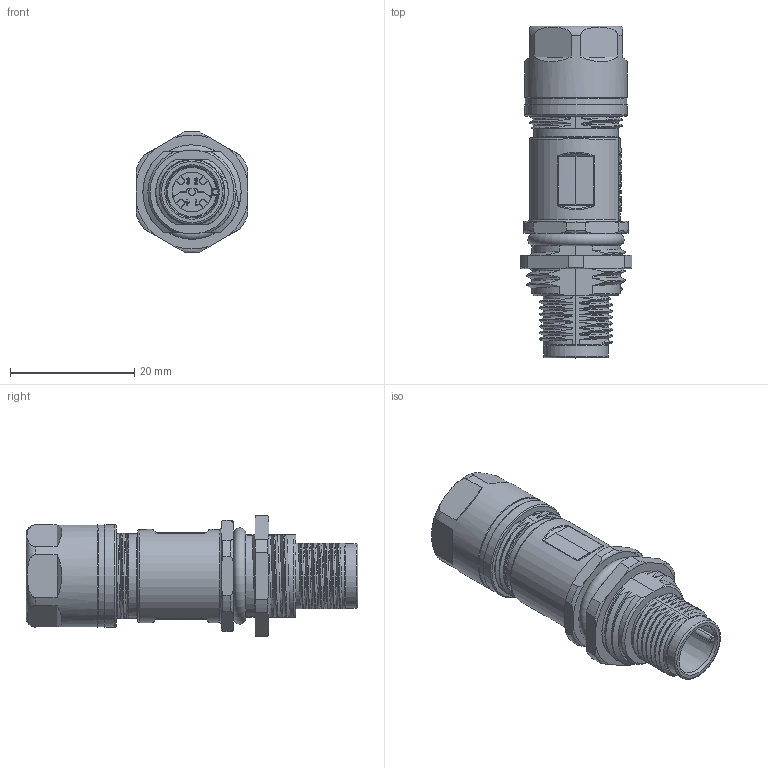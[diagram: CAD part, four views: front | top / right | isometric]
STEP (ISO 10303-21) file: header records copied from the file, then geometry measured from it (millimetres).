
FILE_DESCRIPTION(/* description */ ('CAx-IF Rec.Pracs.---Representation and Presentation of Product Manufacturing Information (PMI)---4.0---2014-10-13','CAx-IF Rec.Pracs.---3D Tessellated Geometry---0.4---2014-09-14','2;1'),/* implementation_level */ '2;1');
FILE_NAME(/* name */ '357658277777777777777777773546_stp',/* time_stamp */ '2024-01-18T11:27:35+08:00',/* author */ (''),/* organization */ (''),/* preprocessor_version */ 'ST-DEVELOPER v18.1',/* originating_system */ 'SIEMENS PLM Software NX 1980',/* authorisation */ $);
FILE_SCHEMA (('AP242_MANAGED_MODEL_BASED_3D_ENGINEERING_MIM_LF { 1 0 10303 442 3 1 4 }'));
Length unit declared in the file: millimetre
Products named in the file (1): 357658277777777777777777773546_stp
Bounding box: 18 x 53.45 x 19.48 mm (x, y, z)
Volume: 8199.1 mm3; surface area: 4658.3 mm2
Topology: 1 solids, 1 shells, 560 faces, 1658 edges, 1121 vertices
Faces by surface type: cylinder 212, plane 187, cone 58, torus 52, bspline 47, sphere 4
Full cylindrical faces by diameter (mm): 9 x1, 9.2 x1, 9.3 x1, 9.5 x1, 10.4 x1, 13 x1, 13.6 x1, 16.3 x1, 16.5 x2
Entity records: 22691 total; most frequent: CARTESIAN_POINT 9393, ORIENTED_EDGE 3232, DIRECTION 2059, EDGE_CURVE 1616, VERTEX_POINT 1107, B_SPLINE_CURVE_WITH_KNOTS 914, AXIS2_PLACEMENT_3D 827, EDGE_LOOP 617
